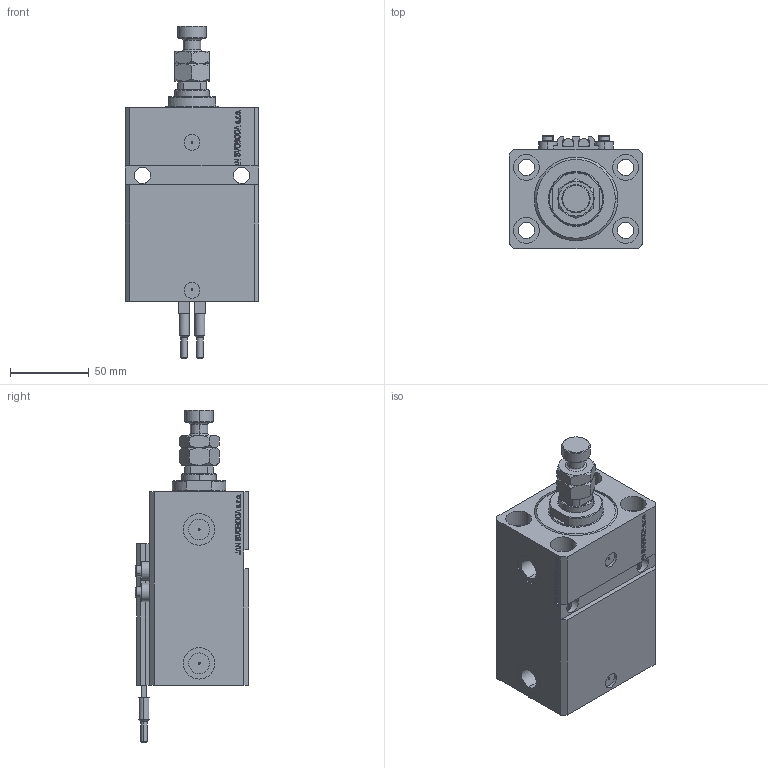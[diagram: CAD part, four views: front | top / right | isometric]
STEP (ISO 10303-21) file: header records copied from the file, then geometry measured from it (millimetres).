
FILE_DESCRIPTION (( 'STEP AP203' ), '1' );
FILE_NAME ('6552.STEP', '2022-04-09T14:02:37', ( '' ), ( '' ), 'SwSTEP 2.0', 'SolidWorks 2019', '' );
FILE_SCHEMA (( 'CONFIG_CONTROL_DESIGN' ));
Length unit declared in the file: millimetre
Products named in the file (7): SWITCH_V250CE 3eb30693b8e63e3455d925c34b067ec6; V250CE_E_Body 3eb30693b8e63e3455d925c34b067ec6; V250CE_C_VCP 3eb30693b8e63e3455d925c34b067ec6; MFA 3eb30693b8e63e3455d925c34b067ec6; ALLEN BOLT V250CE 3eb30693b8e63e3455d925c34b067ec6; V250CE_VC_E 3eb30693b8e63e3455d925c34b067ec6; 6552
Assembly tree (10 placements, depth 2):
  6552
    V250CE_E_Body 3eb30693b8e63e3455d925c34b067ec6
    ALLEN BOLT V250CE 3eb30693b8e63e3455d925c34b067ec6  x4
    V250CE_C_VCP 3eb30693b8e63e3455d925c34b067ec6
    V250CE_VC_E 3eb30693b8e63e3455d925c34b067ec6
    MFA 3eb30693b8e63e3455d925c34b067ec6
    SWITCH_V250CE 3eb30693b8e63e3455d925c34b067ec6  x2
Bounding box: 85 x 72 x 210.9 mm (x, y, z)
Volume: 575087 mm3; surface area: 126556.1 mm2
Topology: 11 solids, 11 shells, 1207 faces, 2981 edges, 1915 vertices
Faces by surface type: plane 587, bspline 356, cylinder 154, cone 88, torus 22
Entity records: 50601 total; most frequent: CARTESIAN_POINT 25673, ORIENTED_EDGE 5544, DIRECTION 3794, EDGE_CURVE 2772, VERTEX_POINT 1801, VECTOR 1646, LINE 1646, EDGE_LOOP 1247
